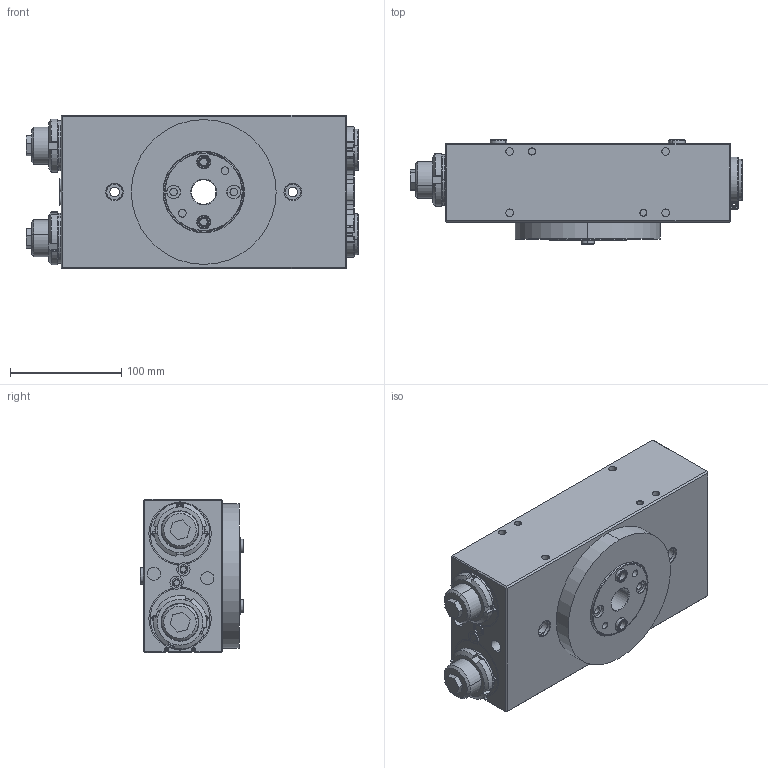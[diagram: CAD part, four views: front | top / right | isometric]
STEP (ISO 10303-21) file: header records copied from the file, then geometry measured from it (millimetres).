
FILE_DESCRIPTION (( 'STEP AP203' ), '1' );
FILE_NAME ('TP50-180.STEP', '2025-10-13T01:02:19', ( 'USER-' ), ( 'Microsoft' ), 'SwSTEP 2.0', 'SolidWorks 2018', '' );
FILE_SCHEMA (( 'CONFIG_CONTROL_DESIGN' ));
Length unit declared in the file: millimetre
Products named in the file (17): TP50-02 喘謫粣; TP50-06 茞癹弇裝; TP50-180; TP50-04 遣喳蟀諉极; M6晦す芛蹟隊; TP50-08 癹弇縐嘀; TP50-01褲极; ﾏ擎ﾗ12｡ﾁ8｡ﾁ6; TP50-05 茞癹弇蟀諉极; TP50-10 粣創揤遠; TP50-M-09 躇猾詩遠; TP50-07硬限位圈; 棠羲換覜ん; 33-30遣喳ん耀倰NBK; TP50; ﾏ擎ﾗ15｡ﾁ10｡ﾁ6; M33-1.5-10蹟譫
Assembly tree (27 placements, depth 2):
  TP50-180
    TP50-01褲极
    TP50-02 喘謫粣
    TP50-05 茞癹弇蟀諉极  x2
    TP50-04 遣喳蟀諉极  x2
    33-30遣喳ん耀倰NBK  x2
    M33-1.5-10蹟譫  x2
    TP50-M-09 躇猾詩遠  x2
    TP50-06 茞癹弇裝  x2
    TP50-07硬限位圈  x2
    TP50-10 粣創揤遠
    TP50-08 癹弇縐嘀
    M6晦す芛蹟隊  x2
    TP50
    ﾏ擎ﾗ12｡ﾁ8｡ﾁ6  x2
    棠羲換覜ん  x2
    ﾏ擎ﾗ15｡ﾁ10｡ﾁ6  x2
Bounding box: 297.98 x 93.3 x 138 mm (x, y, z)
Volume: 1936016 mm3; surface area: 368573 mm2
Topology: 27 solids, 45 shells, 2132 faces, 5570 edges, 3581 vertices
Faces by surface type: plane 1090, cylinder 498, cone 273, bspline 259, torus 12
Entity records: 60970 total; most frequent: CARTESIAN_POINT 20646, ORIENTED_EDGE 8378, DIRECTION 7105, EDGE_CURVE 4189, VERTEX_POINT 2734, VECTOR 2523, LINE 2523, AXIS2_PLACEMENT_3D 2291
